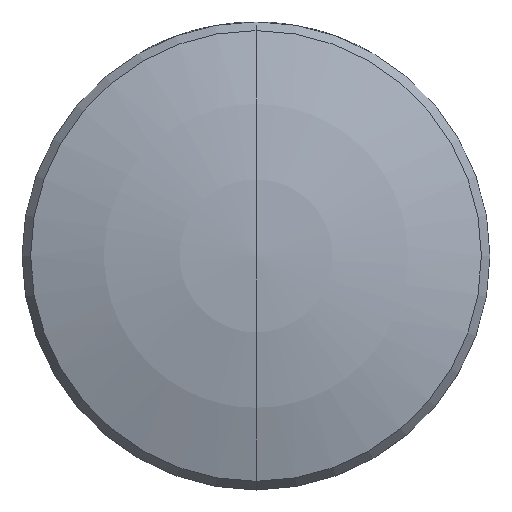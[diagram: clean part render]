
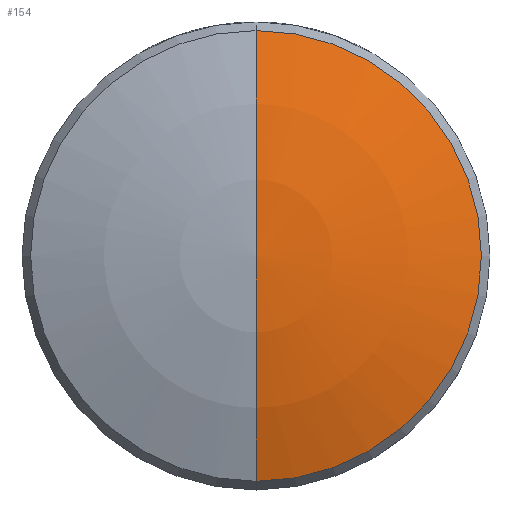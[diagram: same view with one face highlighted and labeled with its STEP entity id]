
A CAD part, top view. The second image highlights one B-rep face of the part: STEP entity #154.
In plain terms, the highlighted toroidal (fillet/blend) face has major radius 0.001 mm and minor radius 18.4 mm.
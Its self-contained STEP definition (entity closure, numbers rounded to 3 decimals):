
#102 = CIRCLE ( 'NONE', #647, 18.4 ) ;
#154 = ADVANCED_FACE ( 'NONE', ( #2436 ), #1380, .T. ) ;
#205 = DIRECTION ( 'NONE',  ( 0., 0., 1. ) ) ;
#373 = CIRCLE ( 'NONE', #1591, 6.117 ) ;
#439 = CIRCLE ( 'NONE', #1632, 18.4 ) ;
#620 = DIRECTION ( 'NONE',  ( 0., 0., 1. ) ) ;
#628 = CARTESIAN_POINT ( 'NONE',  ( 4.23, 8.454, -7.621 ) ) ;
#647 = AXIS2_PLACEMENT_3D ( 'NONE', #628, #2070, #620 ) ;
#746 = DIRECTION ( 'NONE',  ( 1., 0., 0. ) ) ;
#816 = CARTESIAN_POINT ( 'NONE',  ( 4.23, 8.453, -7.621 ) ) ;
#820 = DIRECTION ( 'NONE',  ( 0., 0., -1. ) ) ;
#945 = CARTESIAN_POINT ( 'NONE',  ( 4.23, 8.452, -7.621 ) ) ;
#996 = VERTEX_POINT ( 'NONE', #2388 ) ;
#1066 = EDGE_LOOP ( 'NONE', ( #1127, #1581, #2276 ) ) ;
#1127 = ORIENTED_EDGE ( 'NONE', *, *, #2357, .F. ) ;
#1380 = TOROIDAL_SURFACE ( 'NONE', #1968, 0.001, 18.4 ) ;
#1424 = VERTEX_POINT ( 'NONE', #1890 ) ;
#1506 = VERTEX_POINT ( 'NONE', #2405 ) ;
#1581 = ORIENTED_EDGE ( 'NONE', *, *, #2683, .T. ) ;
#1591 = AXIS2_PLACEMENT_3D ( 'NONE', #2081, #205, #2303 ) ;
#1632 = AXIS2_PLACEMENT_3D ( 'NONE', #945, #746, #2401 ) ;
#1715 = EDGE_CURVE ( 'NONE', #1506, #996, #373, .T. ) ;
#1890 = CARTESIAN_POINT ( 'NONE',  ( 4.23, 8.453, 10.779 ) ) ;
#1968 = AXIS2_PLACEMENT_3D ( 'NONE', #816, #820, #2082 ) ;
#2070 = DIRECTION ( 'NONE',  ( -1., 0., 0. ) ) ;
#2081 = CARTESIAN_POINT ( 'NONE',  ( 4.23, 8.453, 9.733 ) ) ;
#2082 = DIRECTION ( 'NONE',  ( 0., 1., 0. ) ) ;
#2276 = ORIENTED_EDGE ( 'NONE', *, *, #1715, .T. ) ;
#2303 = DIRECTION ( 'NONE',  ( 0., 1., 0. ) ) ;
#2357 = EDGE_CURVE ( 'NONE', #1424, #996, #102, .T. ) ;
#2388 = CARTESIAN_POINT ( 'NONE',  ( 4.23, 14.57, 9.733 ) ) ;
#2401 = DIRECTION ( 'NONE',  ( 0., 1., 0. ) ) ;
#2405 = CARTESIAN_POINT ( 'NONE',  ( 4.23, 2.336, 9.733 ) ) ;
#2436 = FACE_OUTER_BOUND ( 'NONE', #1066, .T. ) ;
#2683 = EDGE_CURVE ( 'NONE', #1424, #1506, #439, .T. ) ;
